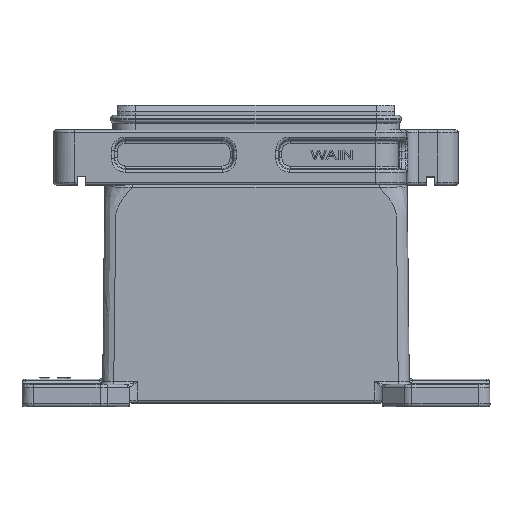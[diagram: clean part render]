
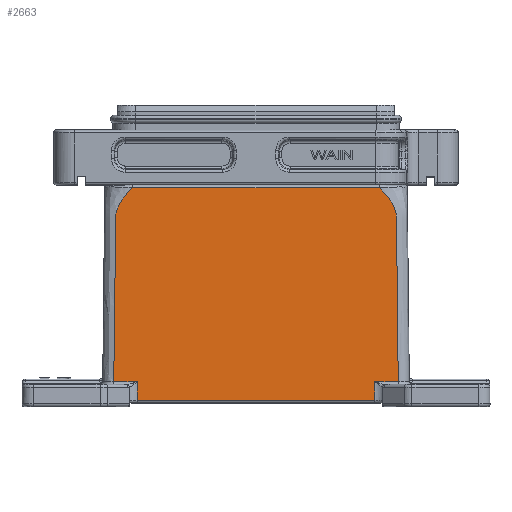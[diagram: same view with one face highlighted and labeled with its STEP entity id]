
A CAD part, top view. The second image highlights one B-rep face of the part: STEP entity #2663.
In plain terms, the highlighted planar face has unit normal (0, 0.011, 1).
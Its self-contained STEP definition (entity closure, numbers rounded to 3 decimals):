
#961=B_SPLINE_CURVE_WITH_KNOTS('',3,(#31391,#31392,#31393,#31394,#31395,
#31396,#31397,#31398,#31399,#31400,#31401,#31402,#31403,#31404,#31405,#31406,
#31407,#31408,#31409,#31410,#31411,#31412,#31413,#31414,#31415,#31416,#31417,
#31418,#31419,#31420,#31421,#31422,#31423,#31424,#31425,#31426,#31427,#31428,
#31429,#31430,#31431,#31432,#31433,#31434,#31435,#31436,#31437,#31438),
 .UNSPECIFIED.,.F.,.F.,(4,1,1,1,1,1,2,2,1,1,1,1,1,1,2,2,1,1,1,2,2,2,2,2,
2,2,2,2,2,2,4),(0.,0.25,0.375,0.437,
0.469,0.484,0.492,0.5,0.625,
0.687,0.719,0.734,0.742,
0.746,0.748,0.75,0.781,
0.797,0.805,0.809,0.812,
0.828,0.832,0.836,0.844,
0.875,0.937,0.969,0.984,
0.992,1.),.UNSPECIFIED.);
#962=B_SPLINE_CURVE_WITH_KNOTS('',3,(#31531,#31532,#31533,#31534,#31535,
#31536,#31537,#31538,#31539,#31540,#31541,#31542,#31543,#31544,#31545,#31546,
#31547,#31548,#31549,#31550,#31551,#31552,#31553,#31554,#31555,#31556,#31557,
#31558,#31559,#31560,#31561,#31562,#31563,#31564,#31565,#31566,#31567),
 .UNSPECIFIED.,.F.,.F.,(4,1,1,1,2,2,2,1,1,2,2,1,1,1,1,1,2,2,1,1,1,1,1,2,
2,4),(0.,0.062,0.094,0.109,0.117,
0.125,0.156,0.172,0.18,
0.184,0.187,0.219,0.234,
0.242,0.246,0.248,0.249,
0.25,0.375,0.437,0.469,
0.484,0.492,0.496,0.5,
1.),.UNSPECIFIED.);
#1891=PLANE('',#21001);
#2663=ADVANCED_FACE('NONE',(#4185),#1891,.T.);
#4185=FACE_OUTER_BOUND('',#5393,.T.);
#5393=EDGE_LOOP('',(#8417,#8418,#8419,#8420,#8421,#8422,#8423,#8424));
#8417=ORIENTED_EDGE('',*,*,#15622,.T.);
#8418=ORIENTED_EDGE('',*,*,#15623,.T.);
#8419=ORIENTED_EDGE('',*,*,#15616,.T.);
#8420=ORIENTED_EDGE('',*,*,#15617,.T.);
#8421=ORIENTED_EDGE('',*,*,#15618,.T.);
#8422=ORIENTED_EDGE('',*,*,#15619,.T.);
#8423=ORIENTED_EDGE('',*,*,#15620,.T.);
#8424=ORIENTED_EDGE('',*,*,#15621,.T.);
#13419=VERTEX_POINT('',#30936);
#13420=VERTEX_POINT('',#31003);
#13423=VERTEX_POINT('',#31024);
#13427=VERTEX_POINT('',#31191);
#13432=VERTEX_POINT('',#31260);
#13434=VERTEX_POINT('',#31286);
#13438=VERTEX_POINT('',#31323);
#13441=VERTEX_POINT('',#31369);
#15616=EDGE_CURVE('NONE',#13420,#13419,#961,.T.);
#15617=EDGE_CURVE('NONE',#13419,#13423,#18100,.T.);
#15618=EDGE_CURVE('NONE',#13423,#13427,#962,.T.);
#15619=EDGE_CURVE('NONE',#13427,#13432,#18101,.T.);
#15620=EDGE_CURVE('NONE',#13432,#13434,#18102,.T.);
#15621=EDGE_CURVE('NONE',#13434,#13438,#18103,.T.);
#15622=EDGE_CURVE('NONE',#13438,#13441,#18104,.T.);
#15623=EDGE_CURVE('NONE',#13441,#13420,#18105,.T.);
#18100=LINE('',#31529,#19498);
#18101=LINE('',#31663,#19499);
#18102=LINE('',#31665,#19500);
#18103=LINE('',#31667,#19501);
#18104=LINE('',#31669,#19502);
#18105=LINE('',#31671,#19503);
#19498=VECTOR('',#23441,1.);
#19499=VECTOR('',#23444,1.);
#19500=VECTOR('',#23447,1.);
#19501=VECTOR('',#23450,1.);
#19502=VECTOR('',#23453,1.);
#19503=VECTOR('',#23456,1.);
#21001=AXIS2_PLACEMENT_3D('',#31673,#23459,#23460);
#23441=DIRECTION('',(-1.,0.,0.));
#23444=DIRECTION('',(1.,0.,0.));
#23447=DIRECTION('',(0.014,-1.,0.01));
#23450=DIRECTION('',(1.,0.,0.));
#23453=DIRECTION('',(0.014,1.,-0.01));
#23456=DIRECTION('',(1.,0.,0.));
#23459=DIRECTION('',(0.,0.01,1.));
#23460=DIRECTION('',(0.,-1.,0.01));
#30936=CARTESIAN_POINT('',(44.586,79.01,29.01));
#31003=CARTESIAN_POINT('',(51.344,8.99,29.744));
#31024=CARTESIAN_POINT('',(-44.586,79.01,29.01));
#31191=CARTESIAN_POINT('',(-51.344,8.99,29.744));
#31260=CARTESIAN_POINT('',(-42.909,8.99,29.744));
#31286=CARTESIAN_POINT('',(-42.814,2.31,29.814));
#31323=CARTESIAN_POINT('',(42.814,2.31,29.814));
#31369=CARTESIAN_POINT('',(42.909,8.99,29.744));
#31391=CARTESIAN_POINT('',(51.344,8.99,29.744));
#31392=CARTESIAN_POINT('',(51.264,16.638,29.664));
#31393=CARTESIAN_POINT('',(51.158,26.765,29.557));
#31394=CARTESIAN_POINT('',(51.059,36.222,29.458));
#31395=CARTESIAN_POINT('',(51.015,40.361,29.415));
#31396=CARTESIAN_POINT('',(50.995,42.283,29.395));
#31397=CARTESIAN_POINT('',(50.986,43.208,29.385));
#31398=CARTESIAN_POINT('',(50.981,43.596,29.381));
#31399=CARTESIAN_POINT('',(50.979,43.853,29.379));
#31400=CARTESIAN_POINT('',(50.978,43.924,29.378));
#31401=CARTESIAN_POINT('',(50.945,47.034,29.345));
#31402=CARTESIAN_POINT('',(50.899,51.423,29.299));
#31403=CARTESIAN_POINT('',(50.846,56.545,29.246));
#31404=CARTESIAN_POINT('',(50.819,59.105,29.219));
#31405=CARTESIAN_POINT('',(50.806,60.386,29.205));
#31406=CARTESIAN_POINT('',(50.799,61.026,29.199));
#31407=CARTESIAN_POINT('',(50.796,61.346,29.195));
#31408=CARTESIAN_POINT('',(50.794,61.483,29.194));
#31409=CARTESIAN_POINT('',(50.793,61.575,29.193));
#31410=CARTESIAN_POINT('',(50.793,61.588,29.193));
#31411=CARTESIAN_POINT('',(50.779,62.92,29.179));
#31412=CARTESIAN_POINT('',(50.763,64.41,29.163));
#31413=CARTESIAN_POINT('',(50.753,65.462,29.152));
#31414=CARTESIAN_POINT('',(50.749,65.816,29.149));
#31415=CARTESIAN_POINT('',(50.748,65.931,29.147));
#31416=CARTESIAN_POINT('',(50.747,66.,29.147));
#31417=CARTESIAN_POINT('',(50.747,65.982,29.147));
#31418=CARTESIAN_POINT('',(50.744,66.353,29.143));
#31419=CARTESIAN_POINT('',(50.74,66.687,29.139));
#31420=CARTESIAN_POINT('',(50.735,67.27,29.133));
#31421=CARTESIAN_POINT('',(50.734,67.374,29.132));
#31422=CARTESIAN_POINT('',(50.732,67.557,29.13));
#31423=CARTESIAN_POINT('',(50.731,67.601,29.13));
#31424=CARTESIAN_POINT('',(50.725,67.904,29.127));
#31425=CARTESIAN_POINT('',(50.719,68.068,29.125));
#31426=CARTESIAN_POINT('',(50.666,68.979,29.115));
#31427=CARTESIAN_POINT('',(50.547,69.713,29.108));
#31428=CARTESIAN_POINT('',(49.974,71.874,29.085));
#31429=CARTESIAN_POINT('',(49.288,73.328,29.07));
#31430=CARTESIAN_POINT('',(47.846,75.465,29.047));
#31431=CARTESIAN_POINT('',(47.292,76.178,29.04));
#31432=CARTESIAN_POINT('',(46.355,77.244,29.029));
#31433=CARTESIAN_POINT('',(46.03,77.595,29.025));
#31434=CARTESIAN_POINT('',(45.505,78.13,29.02));
#31435=CARTESIAN_POINT('',(45.292,78.341,29.017));
#31436=CARTESIAN_POINT('',(45.001,78.622,29.014));
#31437=CARTESIAN_POINT('',(44.815,78.799,29.013));
#31438=CARTESIAN_POINT('',(44.587,79.01,29.01));
#31529=CARTESIAN_POINT('',(-58.04,79.01,29.01));
#31531=CARTESIAN_POINT('',(-44.586,79.01,29.01));
#31532=CARTESIAN_POINT('',(-45.873,77.828,29.023));
#31533=CARTESIAN_POINT('',(-47.501,76.044,29.041));
#31534=CARTESIAN_POINT('',(-48.872,73.946,29.063));
#31535=CARTESIAN_POINT('',(-49.425,72.893,29.074));
#31536=CARTESIAN_POINT('',(-49.634,72.44,29.079));
#31537=CARTESIAN_POINT('',(-49.767,72.139,29.082));
#31538=CARTESIAN_POINT('',(-49.819,72.016,29.084));
#31539=CARTESIAN_POINT('',(-50.176,71.117,29.093));
#31540=CARTESIAN_POINT('',(-50.39,70.398,29.101));
#31541=CARTESIAN_POINT('',(-50.588,69.357,29.111));
#31542=CARTESIAN_POINT('',(-50.664,68.815,29.117));
#31543=CARTESIAN_POINT('',(-50.712,68.144,29.124));
#31544=CARTESIAN_POINT('',(-50.724,67.848,29.127));
#31545=CARTESIAN_POINT('',(-50.73,67.649,29.129));
#31546=CARTESIAN_POINT('',(-50.732,67.5,29.131));
#31547=CARTESIAN_POINT('',(-50.737,67.032,29.136));
#31548=CARTESIAN_POINT('',(-50.746,66.158,29.145));
#31549=CARTESIAN_POINT('',(-50.761,64.701,29.16));
#31550=CARTESIAN_POINT('',(-50.769,63.862,29.169));
#31551=CARTESIAN_POINT('',(-50.774,63.416,29.174));
#31552=CARTESIAN_POINT('',(-50.776,63.185,29.176));
#31553=CARTESIAN_POINT('',(-50.777,63.085,29.177));
#31554=CARTESIAN_POINT('',(-50.778,63.018,29.178));
#31555=CARTESIAN_POINT('',(-50.779,62.951,29.179));
#31556=CARTESIAN_POINT('',(-50.78,62.859,29.18));
#31557=CARTESIAN_POINT('',(-50.804,60.542,29.204));
#31558=CARTESIAN_POINT('',(-50.872,54.024,29.272));
#31559=CARTESIAN_POINT('',(-50.916,49.812,29.316));
#31560=CARTESIAN_POINT('',(-50.941,47.467,29.341));
#31561=CARTESIAN_POINT('',(-50.954,46.235,29.354));
#31562=CARTESIAN_POINT('',(-50.959,45.695,29.359));
#31563=CARTESIAN_POINT('',(-50.963,45.331,29.363));
#31564=CARTESIAN_POINT('',(-50.966,45.118,29.365));
#31565=CARTESIAN_POINT('',(-51.174,25.24,29.573));
#31566=CARTESIAN_POINT('',(-51.299,13.249,29.699));
#31567=CARTESIAN_POINT('',(-51.344,8.99,29.744));
#31663=CARTESIAN_POINT('',(-58.04,8.99,29.744));
#31665=CARTESIAN_POINT('',(-42.909,8.99,29.744));
#31667=CARTESIAN_POINT('',(-58.04,2.31,29.814));
#31669=CARTESIAN_POINT('',(42.814,2.31,29.814));
#31671=CARTESIAN_POINT('',(-58.04,8.99,29.744));
#31673=CARTESIAN_POINT('',(-58.04,80.,29.));
